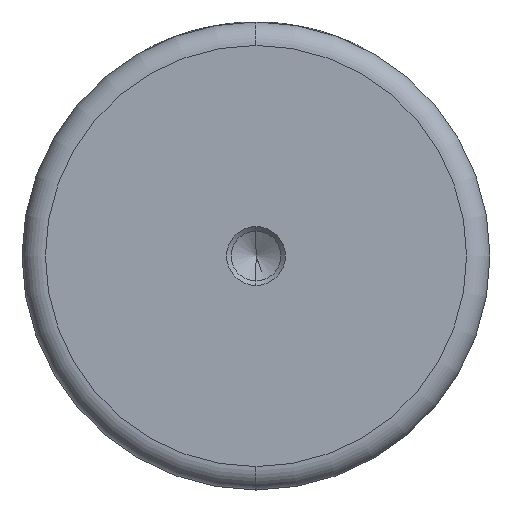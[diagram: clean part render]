
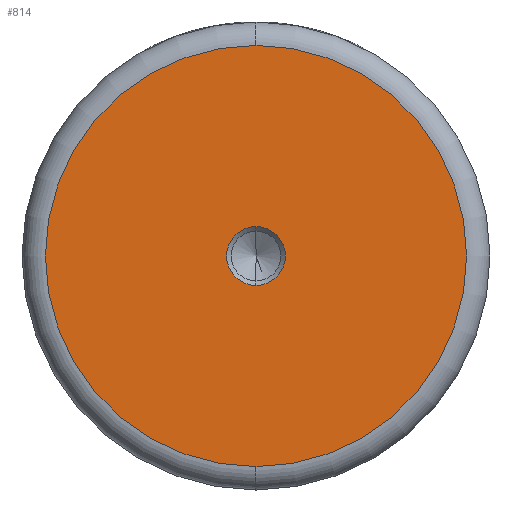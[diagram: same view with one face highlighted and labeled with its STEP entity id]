
A CAD part, left-side view. The second image highlights one B-rep face of the part: STEP entity #814.
In plain terms, the highlighted planar face has unit normal (-1, 0, 0).
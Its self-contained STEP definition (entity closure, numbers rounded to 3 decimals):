
#1 = EDGE_CURVE ( 'NONE', #1420, #545, #140, .T. ) ;
#62 = AXIS2_PLACEMENT_3D ( 'NONE', #383, #1207, #496 ) ;
#95 = CIRCLE ( 'NONE', #62, 36. ) ;
#115 = EDGE_LOOP ( 'NONE', ( #873, #259 ) ) ;
#140 = CIRCLE ( 'NONE', #1004, 36. ) ;
#145 = CIRCLE ( 'NONE', #659, 5.025 ) ;
#162 = CARTESIAN_POINT ( 'NONE',  ( 0., 0., 0. ) ) ;
#201 = EDGE_CURVE ( 'NONE', #545, #1420, #95, .T. ) ;
#259 = ORIENTED_EDGE ( 'NONE', *, *, #566, .F. ) ;
#280 = ORIENTED_EDGE ( 'NONE', *, *, #201, .T. ) ;
#294 = FACE_BOUND ( 'NONE', #115, .T. ) ;
#298 = DIRECTION ( 'NONE',  ( 0., 0., 1. ) ) ;
#305 = DIRECTION ( 'NONE',  ( 0., 0., 1. ) ) ;
#329 = CARTESIAN_POINT ( 'NONE',  ( 0., 0., 0. ) ) ;
#330 = FACE_OUTER_BOUND ( 'NONE', #674, .T. ) ;
#383 = CARTESIAN_POINT ( 'NONE',  ( 0., 0., 0. ) ) ;
#390 = PLANE ( 'NONE',  #1167 ) ;
#420 = CARTESIAN_POINT ( 'NONE',  ( 0., 0., -36. ) ) ;
#422 = DIRECTION ( 'NONE',  ( -1., 0., 0. ) ) ;
#449 = DIRECTION ( 'NONE',  ( 0., 0., 1. ) ) ;
#496 = DIRECTION ( 'NONE',  ( 0., 0., 1. ) ) ;
#504 = DIRECTION ( 'NONE',  ( 0., 0., 1. ) ) ;
#539 = CARTESIAN_POINT ( 'NONE',  ( 0., 0., 5.025 ) ) ;
#545 = VERTEX_POINT ( 'NONE', #1026 ) ;
#566 = EDGE_CURVE ( 'NONE', #1079, #1268, #1242, .T. ) ;
#629 = CARTESIAN_POINT ( 'NONE',  ( 0., 0., 0. ) ) ;
#659 = AXIS2_PLACEMENT_3D ( 'NONE', #162, #1000, #298 ) ;
#674 = EDGE_LOOP ( 'NONE', ( #280, #1059 ) ) ;
#814 = ADVANCED_FACE ( 'NONE', ( #294, #330 ), #390, .T. ) ;
#843 = CARTESIAN_POINT ( 'NONE',  ( 0., 0., -5.025 ) ) ;
#873 = ORIENTED_EDGE ( 'NONE', *, *, #1171, .F. ) ;
#1000 = DIRECTION ( 'NONE',  ( -1., 0., 0. ) ) ;
#1004 = AXIS2_PLACEMENT_3D ( 'NONE', #629, #422, #305 ) ;
#1026 = CARTESIAN_POINT ( 'NONE',  ( 0., 0., 36. ) ) ;
#1059 = ORIENTED_EDGE ( 'NONE', *, *, #1, .T. ) ;
#1079 = VERTEX_POINT ( 'NONE', #843 ) ;
#1153 = DIRECTION ( 'NONE',  ( -1., 0., 0. ) ) ;
#1167 = AXIS2_PLACEMENT_3D ( 'NONE', #1575, #1221, #504 ) ;
#1171 = EDGE_CURVE ( 'NONE', #1268, #1079, #145, .T. ) ;
#1207 = DIRECTION ( 'NONE',  ( -1., 0., 0. ) ) ;
#1221 = DIRECTION ( 'NONE',  ( -1., 0., 0. ) ) ;
#1242 = CIRCLE ( 'NONE', #1527, 5.025 ) ;
#1268 = VERTEX_POINT ( 'NONE', #539 ) ;
#1420 = VERTEX_POINT ( 'NONE', #420 ) ;
#1527 = AXIS2_PLACEMENT_3D ( 'NONE', #329, #1153, #449 ) ;
#1575 = CARTESIAN_POINT ( 'NONE',  ( 0., 0., 0. ) ) ;
